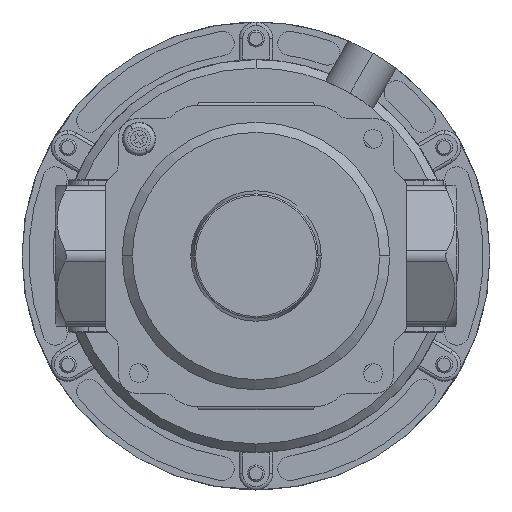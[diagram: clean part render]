
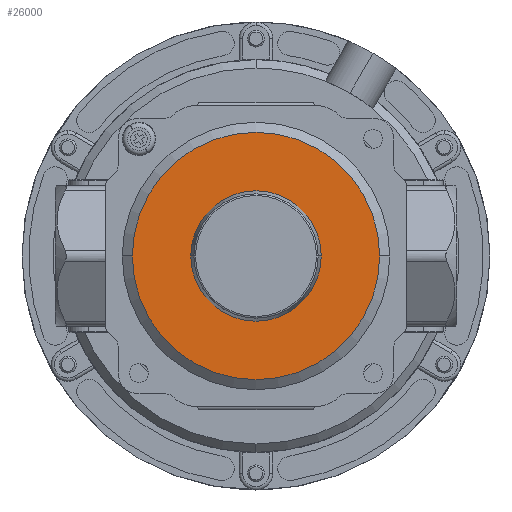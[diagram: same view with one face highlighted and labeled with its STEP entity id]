
A CAD part, front view. The second image highlights one B-rep face of the part: STEP entity #26000.
In plain terms, the highlighted planar face has unit normal (0, -1, 0).
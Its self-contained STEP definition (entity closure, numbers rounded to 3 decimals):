
#876 = ORIENTED_EDGE ( 'NONE', *, *, #31617, .F. ) ;
#956 = FACE_BOUND ( 'NONE', #21510, .T. ) ;
#1093 = CARTESIAN_POINT ( 'NONE',  ( -48.625, -45.944, 19.218 ) ) ;
#1710 = ORIENTED_EDGE ( 'NONE', *, *, #22916, .T. ) ;
#2098 = ORIENTED_EDGE ( 'NONE', *, *, #19799, .T. ) ;
#2905 = DIRECTION ( 'NONE',  ( 0., 1., 0. ) ) ;
#3086 = CARTESIAN_POINT ( 'NONE',  ( -11.625, -45.944, 19.218 ) ) ;
#6107 = VERTEX_POINT ( 'NONE', #1093 ) ;
#6821 = CIRCLE ( 'NONE', #15837, 37. ) ;
#6849 = CIRCLE ( 'NONE', #19130, 37. ) ;
#7369 = CARTESIAN_POINT ( 'NONE',  ( -11.625, -45.944, 19.218 ) ) ;
#7831 = CIRCLE ( 'NONE', #22764, 19.5 ) ;
#9350 = CARTESIAN_POINT ( 'NONE',  ( 7.875, -45.944, 19.218 ) ) ;
#9761 = DIRECTION ( 'NONE',  ( -1., 0., 0. ) ) ;
#10230 = DIRECTION ( 'NONE',  ( 0., -1., 0. ) ) ;
#10532 = DIRECTION ( 'NONE',  ( 0., 1., 0. ) ) ;
#10622 = FACE_OUTER_BOUND ( 'NONE', #26700, .T. ) ;
#12276 = CARTESIAN_POINT ( 'NONE',  ( -11.625, -45.944, 19.218 ) ) ;
#13438 = CIRCLE ( 'NONE', #31499, 19.5 ) ;
#13553 = CARTESIAN_POINT ( 'NONE',  ( 25.375, -45.944, 19.218 ) ) ;
#15837 = AXIS2_PLACEMENT_3D ( 'NONE', #3086, #10532, #25096 ) ;
#17787 = DIRECTION ( 'NONE',  ( 1., 0., 0. ) ) ;
#19130 = AXIS2_PLACEMENT_3D ( 'NONE', #7369, #22244, #9761 ) ;
#19714 = PLANE ( 'NONE',  #22675 ) ;
#19799 = EDGE_CURVE ( 'NONE', #22314, #25986, #7831, .T. ) ;
#21510 = EDGE_LOOP ( 'NONE', ( #1710, #2098 ) ) ;
#22213 = DIRECTION ( 'NONE',  ( -1., 0., 0. ) ) ;
#22244 = DIRECTION ( 'NONE',  ( 0., 1., 0. ) ) ;
#22314 = VERTEX_POINT ( 'NONE', #9350 ) ;
#22675 = AXIS2_PLACEMENT_3D ( 'NONE', #27758, #10230, #17787 ) ;
#22686 = CARTESIAN_POINT ( 'NONE',  ( -11.625, -45.944, 19.218 ) ) ;
#22764 = AXIS2_PLACEMENT_3D ( 'NONE', #22686, #25161, #27610 ) ;
#22916 = EDGE_CURVE ( 'NONE', #25986, #22314, #13438, .T. ) ;
#24026 = EDGE_CURVE ( 'NONE', #29662, #6107, #6849, .T. ) ;
#25096 = DIRECTION ( 'NONE',  ( -1., 0., 0. ) ) ;
#25161 = DIRECTION ( 'NONE',  ( 0., 1., 0. ) ) ;
#25986 = VERTEX_POINT ( 'NONE', #26837 ) ;
#26000 = ADVANCED_FACE ( 'NONE', ( #956, #10622 ), #19714, .T. ) ;
#26700 = EDGE_LOOP ( 'NONE', ( #876, #31663 ) ) ;
#26837 = CARTESIAN_POINT ( 'NONE',  ( -31.125, -45.944, 19.218 ) ) ;
#27610 = DIRECTION ( 'NONE',  ( -1., 0., 0. ) ) ;
#27758 = CARTESIAN_POINT ( 'NONE',  ( -48.625, -45.944, 19.218 ) ) ;
#29662 = VERTEX_POINT ( 'NONE', #13553 ) ;
#31499 = AXIS2_PLACEMENT_3D ( 'NONE', #12276, #2905, #22213 ) ;
#31617 = EDGE_CURVE ( 'NONE', #6107, #29662, #6821, .T. ) ;
#31663 = ORIENTED_EDGE ( 'NONE', *, *, #24026, .F. ) ;
